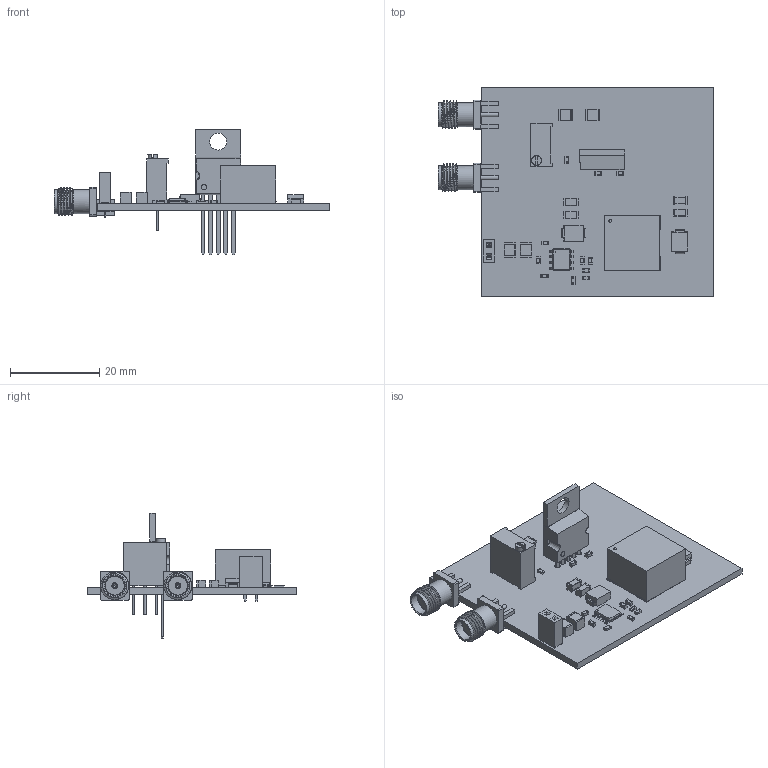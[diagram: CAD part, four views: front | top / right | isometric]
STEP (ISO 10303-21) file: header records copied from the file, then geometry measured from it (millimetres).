
FILE_DESCRIPTION(('KiCad electronic assembly'),'2;1');
FILE_NAME('split_rail_buck_converter.step','2024-05-22T12:10:37',( 'Pcbnew'),('Kicad'),'Open CASCADE STEP processor 7.7', 'KiCad to STEP converter','Unknown');
FILE_SCHEMA(('AUTOMOTIVE_DESIGN { 1 0 10303 214 1 1 1 1 }'));
Length unit declared in the file: millimetre
Products named in the file (26): split_rail_buck_converter 1; R_0603_1608Metric; SOLID; C_1206_3216Metric; C_0603_1608Metric; SMB Package; SMA_female_edge_6.5x6.5; COMPOUND; PinSocket_1x02_P2.54mm_Vertical; HTSOP-8-1EP_3.9x4.9mm_Pitch1.27mm; C_1210_3225Metric; KC0005A; R_1210_3225Metric; 744873470_WRE; Potentiometer_Bourns_3296W_Vertical; split_rail_buck_converter PCB
Assembly tree (41 placements, depth 3):
  split_rail_buck_converter 1
    R_0603_1608Metric  x5
      SOLID
    C_1206_3216Metric  x4
      SOLID
    C_0603_1608Metric  x6
      SOLID
    SMB Package  x2
      SOLID
    SMA_female_edge_6.5x6.5  x2
      COMPOUND
    PinSocket_1x02_P2.54mm_Vertical
      SOLID
    HTSOP-8-1EP_3.9x4.9mm_Pitch1.27mm
      SOLID
    C_1210_3225Metric  x2
      SOLID
    KC0005A
      COMPOUND
    R_1210_3225Metric  x2
      SOLID
    744873470_WRE
      COMPOUND
    Potentiometer_Bourns_3296W_Vertical
      SOLID
    split_rail_buck_converter PCB
Bounding box: 61.97 x 47.07 x 28.24 mm (x, y, z)
Volume: 6839.5 mm3; surface area: 9434.8 mm2
Topology: 44 solids, 44 shells, 1172 faces, 2966 edges, 1928 vertices
Faces by surface type: plane 784, cylinder 314, bspline 56, cone 18
Full cylindrical faces by diameter (mm): 0.2 x1, 0.3 x8, 0.51 x3, 0.62 x1, 0.775 x2, 0.8 x3, 0.9 x2, 1 x2, 1.079 x2, 1.2 x5, 1.27 x4, 2.19 x1, 4.254 x2, 4.255 x2, 4.597 x2, 5.385 x4, 6.257 x6
Entity records: 49909 total; most frequent: CARTESIAN_POINT 12258, DIRECTION 6322, LINE 4245, VECTOR 4245, ORIENTED_EDGE 3352, PCURVE 3352, DEFINITIONAL_REPRESENTATION 3352, EDGE_CURVE 1676
